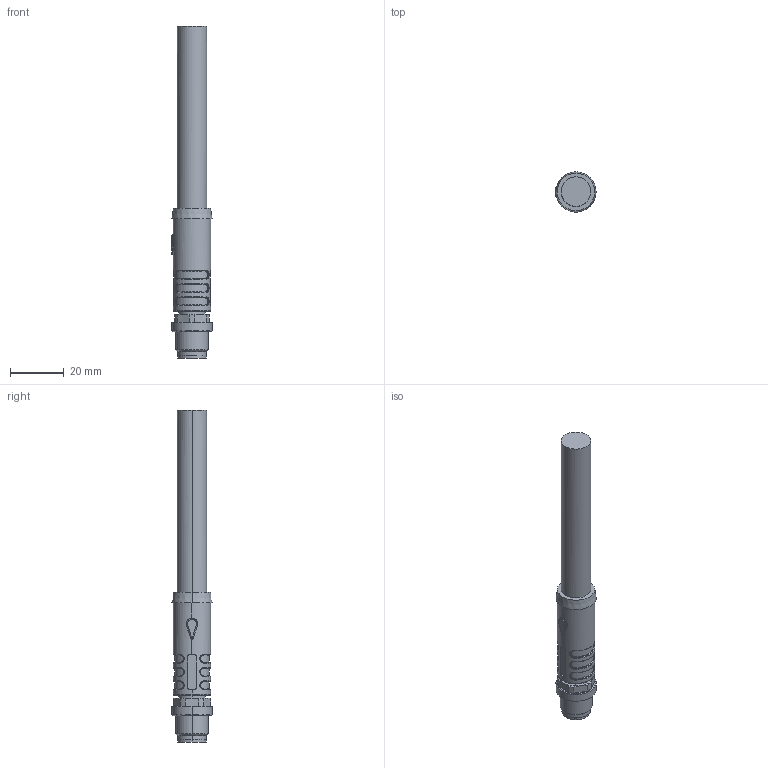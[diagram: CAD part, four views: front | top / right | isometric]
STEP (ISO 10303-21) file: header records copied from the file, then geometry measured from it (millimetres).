
FILE_DESCRIPTION(('CATIA V5 STEP Exchange','CAx-IF Rec.Pracs.--- Model Styling and Organization---1.4--- 2014-01-23'),'2;1');
FILE_NAME ('182240-1_0_2050230200_2050230200.stp','2021-03-27T14:10:13+00:00',('none'),('Weidmueller'),'CATIA Version 5-6 Release 2016 SP3 HF44','CATIA V5 STEP AP214','none');
FILE_SCHEMA(('AUTOMOTIVE_DESIGN { 1 0 10303 214 1 1 1 1 }'));
Length unit declared in the file: millimetre
Products named in the file (1): 2050230200
Bounding box: 15 x 15 x 124.09 mm (x, y, z)
Volume: 14115.2 mm3; surface area: 7940.8 mm2
Topology: 6 solids, 7 shells, 303 faces, 869 edges, 584 vertices
Faces by surface type: cylinder 101, plane 78, torus 48, bspline 29, cone 27, sphere 18, extrusion 2
Entity records: 11250 total; most frequent: CARTESIAN_POINT 4231, ORIENTED_EDGE 1702, DIRECTION 1021, EDGE_CURVE 851, VERTEX_POINT 584, AXIS2_PLACEMENT_3D 536, EDGE_LOOP 329, B_SPLINE_CURVE_WITH_KNOTS 313
